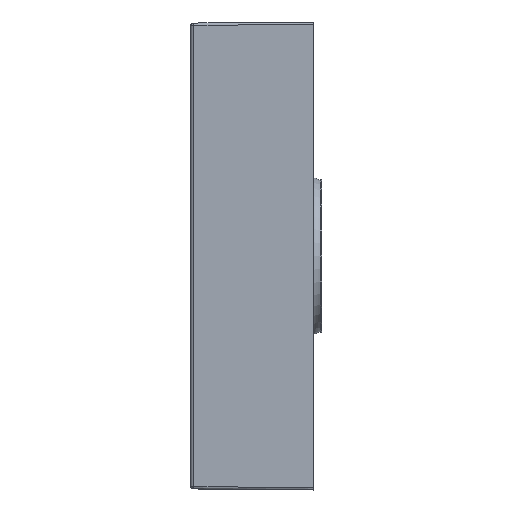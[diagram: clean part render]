
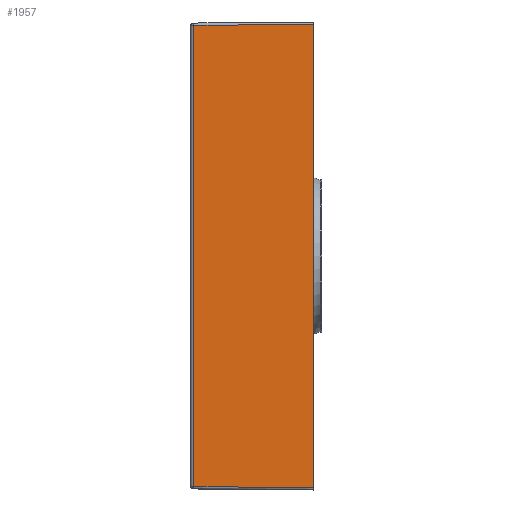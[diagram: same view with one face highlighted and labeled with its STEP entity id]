
A CAD part, left-side view. The second image highlights one B-rep face of the part: STEP entity #1957.
In plain terms, the highlighted planar face has unit normal (-1, 0.009, 0).
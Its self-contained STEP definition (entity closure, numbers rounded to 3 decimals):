
#70 = ORIENTED_EDGE ( 'NONE', *, *, #1939, .T. ) ;
#75 = DIRECTION ( 'NONE',  ( -0.009, -1., 0. ) ) ;
#130 = CARTESIAN_POINT ( 'NONE',  ( -250., -15., 198. ) ) ;
#405 = DIRECTION ( 'NONE',  ( 0.009, 1., -0.009 ) ) ;
#553 = PLANE ( 'NONE',  #2854 ) ;
#927 = VERTEX_POINT ( 'NONE', #1133 ) ;
#930 = CARTESIAN_POINT ( 'NONE',  ( -249.11, 87.026, 200. ) ) ;
#1073 = CARTESIAN_POINT ( 'NONE',  ( -250., -15., 200. ) ) ;
#1123 = LINE ( 'NONE', #3570, #2841 ) ;
#1133 = CARTESIAN_POINT ( 'NONE',  ( -249.11, 87.026, 197.11 ) ) ;
#1138 = VECTOR ( 'NONE', #4752, 1000. ) ;
#1182 = ORIENTED_EDGE ( 'NONE', *, *, #2909, .F. ) ;
#1739 = ORIENTED_EDGE ( 'NONE', *, *, #3238, .T. ) ;
#1792 = DIRECTION ( 'NONE',  ( 0., 0., -1. ) ) ;
#1933 = VERTEX_POINT ( 'NONE', #130 ) ;
#1939 = EDGE_CURVE ( 'NONE', #927, #2323, #4614, .T. ) ;
#1957 = ADVANCED_FACE ( 'NONE', ( #3436 ), #553, .T. ) ;
#2323 = VERTEX_POINT ( 'NONE', #3278 ) ;
#2342 = DIRECTION ( 'NONE',  ( -0.009, -1., -0.009 ) ) ;
#2628 = EDGE_LOOP ( 'NONE', ( #70, #1739, #1182, #2768 ) ) ;
#2650 = LINE ( 'NONE', #1073, #1138 ) ;
#2768 = ORIENTED_EDGE ( 'NONE', *, *, #3843, .T. ) ;
#2841 = VECTOR ( 'NONE', #2342, 1000. ) ;
#2854 = AXIS2_PLACEMENT_3D ( 'NONE', #4209, #5059, #75 ) ;
#2909 = EDGE_CURVE ( 'NONE', #1933, #4066, #2650, .T. ) ;
#3238 = EDGE_CURVE ( 'NONE', #2323, #4066, #1123, .T. ) ;
#3278 = CARTESIAN_POINT ( 'NONE',  ( -249.11, 87.026, -197.11 ) ) ;
#3292 = LINE ( 'NONE', #5279, #3625 ) ;
#3377 = VECTOR ( 'NONE', #1792, 1000. ) ;
#3436 = FACE_OUTER_BOUND ( 'NONE', #2628, .T. ) ;
#3570 = CARTESIAN_POINT ( 'NONE',  ( -249.97, -11.527, -197.97 ) ) ;
#3625 = VECTOR ( 'NONE', #405, 1000. ) ;
#3843 = EDGE_CURVE ( 'NONE', #1933, #927, #3292, .T. ) ;
#3952 = CARTESIAN_POINT ( 'NONE',  ( -250., -15., -198. ) ) ;
#4066 = VERTEX_POINT ( 'NONE', #3952 ) ;
#4209 = CARTESIAN_POINT ( 'NONE',  ( -250., -15., 200. ) ) ;
#4614 = LINE ( 'NONE', #930, #3377 ) ;
#4752 = DIRECTION ( 'NONE',  ( 0., 0., -1. ) ) ;
#5059 = DIRECTION ( 'NONE',  ( -1., 0.009, 0. ) ) ;
#5279 = CARTESIAN_POINT ( 'NONE',  ( -250., -15.017, 198. ) ) ;
